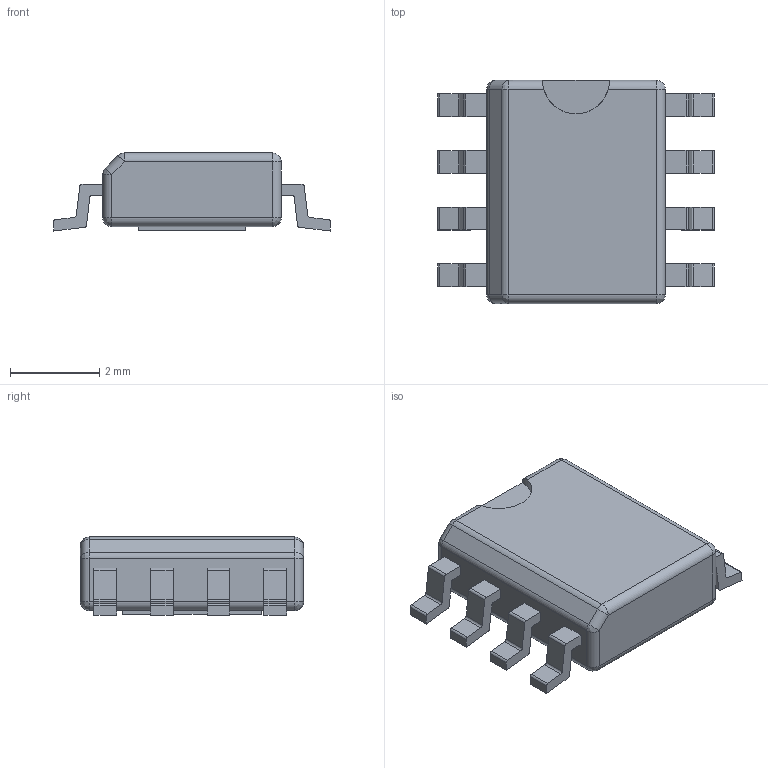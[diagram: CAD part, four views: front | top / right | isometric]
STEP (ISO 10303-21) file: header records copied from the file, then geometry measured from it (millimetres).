
FILE_DESCRIPTION (( 'STEP AP214' ), '1' );
FILE_NAME ('User Library-HSOP8-1.STEP', '2016-08-31T06:06:19', ( 'Windows User' ), ( '' ), 'SwSTEP 2.0', 'SolidWorks 2016', '' );
FILE_SCHEMA (( 'AUTOMOTIVE_DESIGN' ));
Length unit declared in the file: millimetre
Products named in the file (6): User Library-HSOP8-1_Free-Models; User Library-HSOP8-1_406736560; User Library-HSOP8-1_Extruded; User Library-HSOP8-1_Open CASCADE STEP translator 6.2 1.1; User Library-HSOP8-1_SO8; User Library-HSOP8-1
Assembly tree (5 placements, depth 4):
  User Library-HSOP8-1
    User Library-HSOP8-1_Open CASCADE STEP translator 6.2 1.1
      User Library-HSOP8-1_SO8
    User Library-HSOP8-1_Free-Models
      User Library-HSOP8-1_406736560
        User Library-HSOP8-1_Extruded
Bounding box: 6.2 x 5 x 1.75 mm (x, y, z)
Volume: 37.6 mm3; surface area: 106.7 mm2
Topology: 2 solids, 2 shells, 154 faces, 394 edges, 252 vertices
Faces by surface type: plane 86, cylinder 58, bspline 10
Entity records: 6634 total; most frequent: CARTESIAN_POINT 971, DIRECTION 816, ORIENTED_EDGE 788, EDGE_CURVE 394, VECTOR 278, LINE 278, AXIS2_PLACEMENT_3D 269, VERTEX_POINT 252
